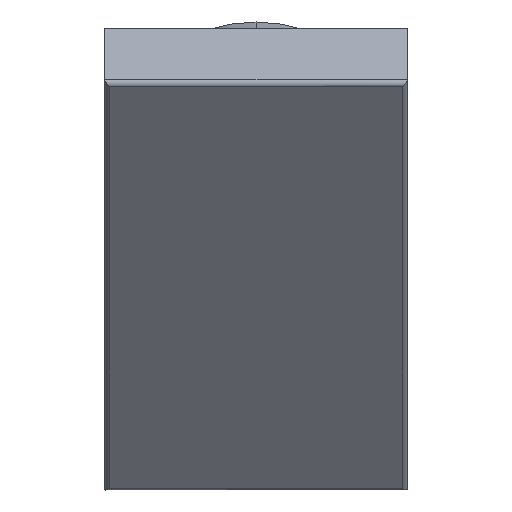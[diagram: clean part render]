
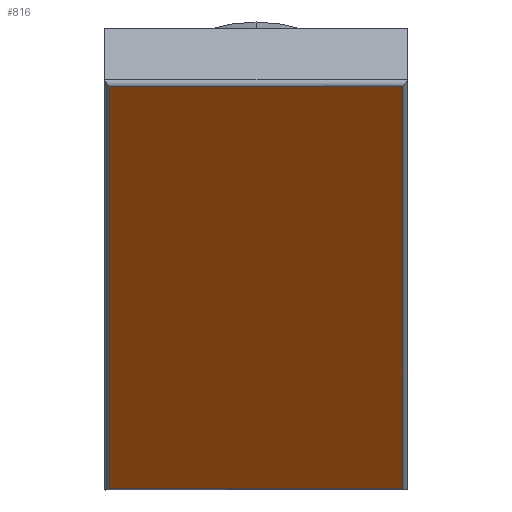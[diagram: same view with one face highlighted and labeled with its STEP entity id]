
A CAD part, top view. The second image highlights one B-rep face of the part: STEP entity #816.
In plain terms, the highlighted planar face has unit normal (0, -0.636, 0.771).
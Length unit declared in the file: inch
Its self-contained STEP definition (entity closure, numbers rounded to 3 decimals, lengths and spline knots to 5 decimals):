
#49 = DIRECTION ( 'NONE',  ( 0., 0.771, 0.636 ) ) ;
#76 = DIRECTION ( 'NONE',  ( -1., 0., 0. ) ) ;
#88 = LINE ( 'NONE', #273, #829 ) ;
#114 = DIRECTION ( 'NONE',  ( 0., -0.636, 0.771 ) ) ;
#158 = EDGE_CURVE ( 'NONE', #410, #751, #396, .T. ) ;
#166 = EDGE_CURVE ( 'NONE', #239, #172, #88, .T. ) ;
#172 = VERTEX_POINT ( 'NONE', #655 ) ;
#193 = LINE ( 'NONE', #828, #832 ) ;
#215 = EDGE_LOOP ( 'NONE', ( #390, #578, #498, #286 ) ) ;
#239 = VERTEX_POINT ( 'NONE', #681 ) ;
#273 = CARTESIAN_POINT ( 'NONE',  ( 0., 13.49072, -5.3619 ) ) ;
#286 = ORIENTED_EDGE ( 'NONE', *, *, #158, .F. ) ;
#347 = DIRECTION ( 'NONE',  ( 1., 0., 0. ) ) ;
#387 = AXIS2_PLACEMENT_3D ( 'NONE', #811, #114, #646 ) ;
#390 = ORIENTED_EDGE ( 'NONE', *, *, #732, .F. ) ;
#396 = LINE ( 'NONE', #403, #723 ) ;
#403 = CARTESIAN_POINT ( 'NONE',  ( 0., 2.88268, -14.11015 ) ) ;
#410 = VERTEX_POINT ( 'NONE', #775 ) ;
#437 = FACE_OUTER_BOUND ( 'NONE', #215, .T. ) ;
#498 = ORIENTED_EDGE ( 'NONE', *, *, #555, .F. ) ;
#521 = CARTESIAN_POINT ( 'NONE',  ( 15.46956, 8.0929, -9.81338 ) ) ;
#554 = PLANE ( 'NONE',  #387 ) ;
#555 = EDGE_CURVE ( 'NONE', #751, #239, #631, .T. ) ;
#578 = ORIENTED_EDGE ( 'NONE', *, *, #166, .F. ) ;
#631 = LINE ( 'NONE', #521, #688 ) ;
#646 = DIRECTION ( 'NONE',  ( 0., -0.771, -0.636 ) ) ;
#655 = CARTESIAN_POINT ( 'NONE',  ( 23.21956, 13.49072, -5.3619 ) ) ;
#681 = CARTESIAN_POINT ( 'NONE',  ( 15.46956, 13.49072, -5.3619 ) ) ;
#688 = VECTOR ( 'NONE', #49, 39.37008 ) ;
#723 = VECTOR ( 'NONE', #76, 39.37008 ) ;
#732 = EDGE_CURVE ( 'NONE', #172, #410, #193, .T. ) ;
#751 = VERTEX_POINT ( 'NONE', #760 ) ;
#760 = CARTESIAN_POINT ( 'NONE',  ( 15.46956, 2.88268, -14.11015 ) ) ;
#775 = CARTESIAN_POINT ( 'NONE',  ( 23.21956, 2.88268, -14.11015 ) ) ;
#811 = CARTESIAN_POINT ( 'NONE',  ( 0., 8.0929, -9.81338 ) ) ;
#816 = ADVANCED_FACE ( 'NONE', ( #437 ), #554, .T. ) ;
#828 = CARTESIAN_POINT ( 'NONE',  ( 23.21956, 8.0929, -9.81338 ) ) ;
#829 = VECTOR ( 'NONE', #347, 39.37008 ) ;
#832 = VECTOR ( 'NONE', #836, 39.37008 ) ;
#836 = DIRECTION ( 'NONE',  ( 0., -0.771, -0.636 ) ) ;
